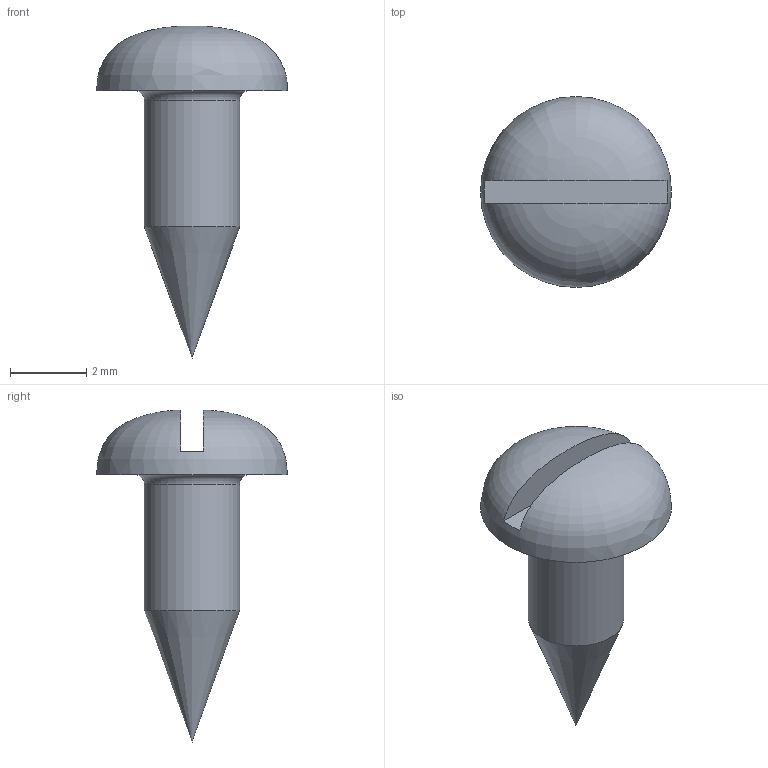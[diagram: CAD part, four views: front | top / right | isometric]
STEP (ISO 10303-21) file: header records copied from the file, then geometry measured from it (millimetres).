
FILE_DESCRIPTION(('FreeCAD Model'),'2;1');
FILE_NAME('Open CASCADE Shape Model','2025-02-15T13:20:41',('Author'),( ''),'Open CASCADE STEP processor 7.7','FreeCAD','Unknown');
FILE_SCHEMA(('AUTOMOTIVE_DESIGN { 1 0 10303 214 1 1 1 1 }'));
Length unit declared in the file: millimetre
Products named in the file (1): 2.5 mmx7-Screw
Bounding box: 5 x 5 x 8.69 mm (x, y, z)
Volume: 45.3 mm3; surface area: 97.1 mm2
Topology: 1 solids, 1 shells, 8 faces, 16 edges, 10 vertices
Faces by surface type: plane 4, revolution 1, torus 1, cylinder 1, cone 1
Full cylindrical faces by diameter (mm): 2.5 x1
Entity records: 497 total; most frequent: CARTESIAN_POINT 317, DIRECTION 31, ORIENTED_EDGE 30, EDGE_CURVE 15, AXIS2_PLACEMENT_3D 13, VERTEX_POINT 10, FACE_BOUND 9, EDGE_LOOP 9
